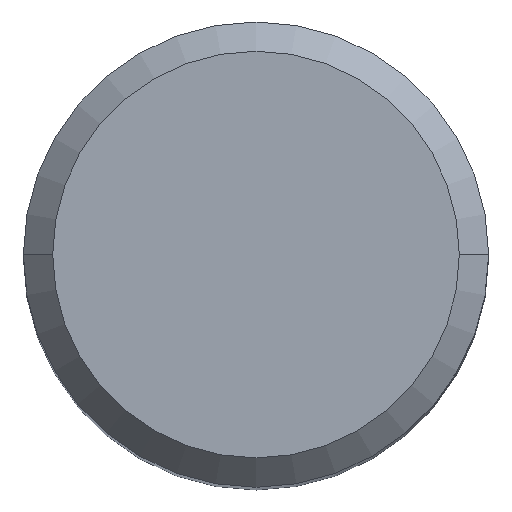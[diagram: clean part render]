
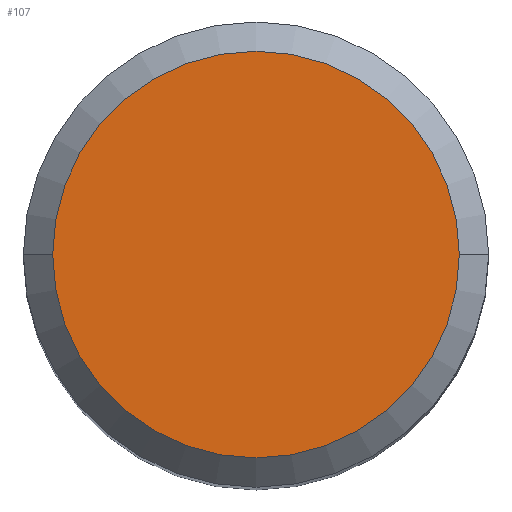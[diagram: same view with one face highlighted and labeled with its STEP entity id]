
A CAD part, top view. The second image highlights one B-rep face of the part: STEP entity #107.
In plain terms, the highlighted planar face has unit normal (0, 0, 1).
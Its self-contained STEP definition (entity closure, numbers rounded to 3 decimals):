
#107=ADVANCED_FACE('',(#157),#136,.F.);
#136=PLANE('',#926);
#157=FACE_OUTER_BOUND('',#205,.T.);
#205=EDGE_LOOP('',(#313,#314));
#313=ORIENTED_EDGE('',*,*,#549,.T.);
#314=ORIENTED_EDGE('',*,*,#548,.T.);
#467=VERTEX_POINT('',#1475);
#469=VERTEX_POINT('',#1479);
#548=EDGE_CURVE('',#467,#469,#653,.T.);
#549=EDGE_CURVE('',#469,#467,#654,.T.);
#653=CIRCLE('',#923,6.938);
#654=CIRCLE('',#925,6.938);
#923=AXIS2_PLACEMENT_3D('',#1480,#1151,#1152);
#925=AXIS2_PLACEMENT_3D('',#1482,#1155,#1156);
#926=AXIS2_PLACEMENT_3D('',#1483,#1157,#1158);
#1151=DIRECTION('',(0.,0.,1.));
#1152=DIRECTION('',(-1.,0.,0.));
#1155=DIRECTION('',(0.,0.,1.));
#1156=DIRECTION('',(1.,0.,0.));
#1157=DIRECTION('',(0.,0.,-1.));
#1158=DIRECTION('',(1.,0.,0.));
#1475=CARTESIAN_POINT('',(-6.938,0.,27.05));
#1479=CARTESIAN_POINT('',(6.938,0.,27.05));
#1480=CARTESIAN_POINT('',(0.,0.,27.05));
#1482=CARTESIAN_POINT('',(0.,0.,27.05));
#1483=CARTESIAN_POINT('',(0.,0.,27.05));
